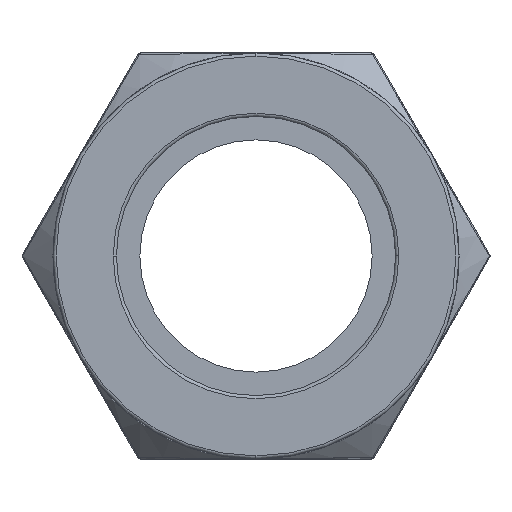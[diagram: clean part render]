
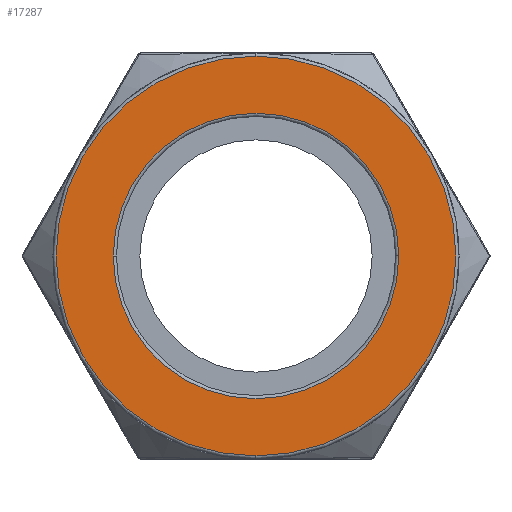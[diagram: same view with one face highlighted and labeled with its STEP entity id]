
A CAD part, left-side view. The second image highlights one B-rep face of the part: STEP entity #17287.
In plain terms, the highlighted face is planar.
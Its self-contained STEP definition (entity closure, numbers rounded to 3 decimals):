
#14609=CARTESIAN_POINT('',(0.,0.,0.));
#14610=DIRECTION('',(-1.,0.,0.));
#14611=DIRECTION('',(0.,1.,0.));
#14612=AXIS2_PLACEMENT_3D('',#14609,#14610,#14611);
#14614=CARTESIAN_POINT('',(0.,0.,0.));
#14615=DIRECTION('',(-1.,0.,0.));
#14616=DIRECTION('',(0.,-1.,0.));
#14617=AXIS2_PLACEMENT_3D('',#14614,#14615,#14616);
#14619=CARTESIAN_POINT('',(0.,0.,0.));
#14620=DIRECTION('',(1.,0.,0.));
#14621=DIRECTION('',(0.,0.,1.));
#14622=AXIS2_PLACEMENT_3D('',#14619,#14620,#14621);
#14624=CARTESIAN_POINT('',(0.,0.,0.));
#14625=DIRECTION('',(1.,0.,0.));
#14626=DIRECTION('',(0.,0.,-1.));
#14627=AXIS2_PLACEMENT_3D('',#14624,#14625,#14626);
#17093=CARTESIAN_POINT('',(0.,11.25,0.));
#17094=CARTESIAN_POINT('',(0.,-11.25,0.));
#17095=VERTEX_POINT('',#17093);
#17096=VERTEX_POINT('',#17094);
#17131=CARTESIAN_POINT('',(0.,0.,15.75));
#17132=CARTESIAN_POINT('',(0.,0.,-15.75));
#17133=VERTEX_POINT('',#17131);
#17134=VERTEX_POINT('',#17132);
#17270=CARTESIAN_POINT('',(0.,0.,0.));
#17271=DIRECTION('',(1.,0.,0.));
#17272=DIRECTION('',(0.,-1.,0.));
#17273=AXIS2_PLACEMENT_3D('',#17270,#17271,#17272);
#17274=PLANE('',#17273);
#17276=ORIENTED_EDGE('',*,*,#17275,.F.);
#17278=ORIENTED_EDGE('',*,*,#17277,.F.);
#17279=EDGE_LOOP('',(#17276,#17278));
#17280=FACE_OUTER_BOUND('',#17279,.F.);
#17282=ORIENTED_EDGE('',*,*,#17281,.F.);
#17284=ORIENTED_EDGE('',*,*,#17283,.F.);
#17285=EDGE_LOOP('',(#17282,#17284));
#17286=FACE_BOUND('',#17285,.F.);
#14613=CIRCLE('',#14612,11.25);
#14618=CIRCLE('',#14617,11.25);
#14623=CIRCLE('',#14622,15.75);
#14628=CIRCLE('',#14627,15.75);
#17275=EDGE_CURVE('',#17133,#17134,#14623,.T.);
#17277=EDGE_CURVE('',#17134,#17133,#14628,.T.);
#17281=EDGE_CURVE('',#17095,#17096,#14613,.T.);
#17283=EDGE_CURVE('',#17096,#17095,#14618,.T.);
#17287=ADVANCED_FACE('',(#17280,#17286),#17274,.T.);
